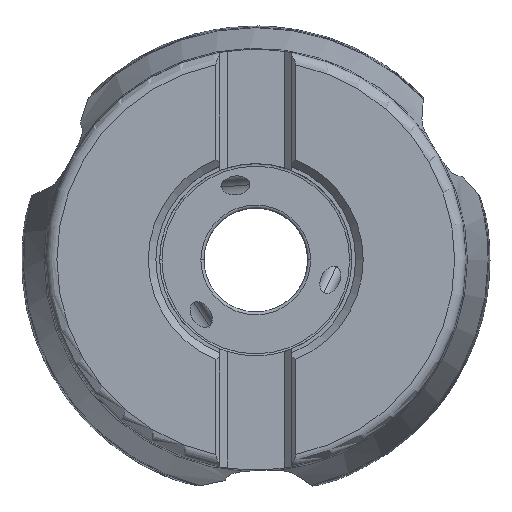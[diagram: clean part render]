
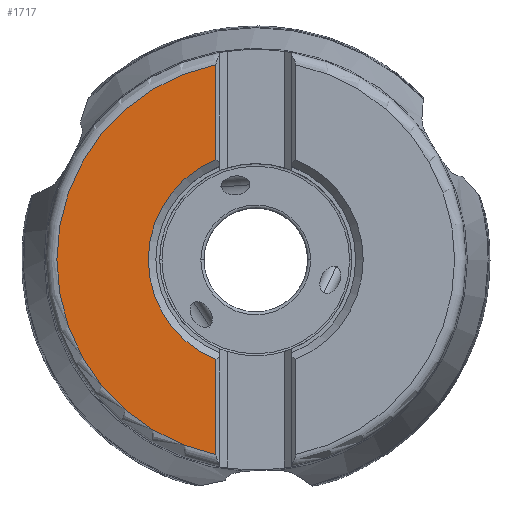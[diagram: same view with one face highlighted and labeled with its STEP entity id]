
A CAD part, top view. The second image highlights one B-rep face of the part: STEP entity #1717.
In plain terms, the highlighted planar face has unit normal (0, 0, 1).
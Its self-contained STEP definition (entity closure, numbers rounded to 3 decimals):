
#297=LINE('',#26700,#579);
#314=LINE('',#26856,#596);
#579=VECTOR('',#10008,1.);
#596=VECTOR('',#10093,1.);
#1290=FACE_OUTER_BOUND('',#2309,.T.);
#1717=ADVANCED_FACE('',(#1290),#1936,.T.);
#1936=PLANE('',#8518);
#2309=EDGE_LOOP('',(#4777,#4778,#4779,#4780));
#4777=ORIENTED_EDGE('',*,*,#7134,.F.);
#4778=ORIENTED_EDGE('',*,*,#7182,.T.);
#4779=ORIENTED_EDGE('',*,*,#7180,.F.);
#4780=ORIENTED_EDGE('',*,*,#7136,.F.);
#6038=VERTEX_POINT('',#26686);
#6039=VERTEX_POINT('',#26688);
#6040=VERTEX_POINT('',#26701);
#6066=VERTEX_POINT('',#26848);
#7134=EDGE_CURVE('',#6038,#6039,#7660,.T.);
#7136=EDGE_CURVE('',#6039,#6040,#297,.T.);
#7180=EDGE_CURVE('',#6040,#6066,#7676,.T.);
#7182=EDGE_CURVE('',#6038,#6066,#314,.T.);
#7660=CIRCLE('',#8481,26.282);
#7676=CIRCLE('',#8515,14.2);
#8481=AXIS2_PLACEMENT_3D('',#26687,#10004,#10005);
#8515=AXIS2_PLACEMENT_3D('',#26847,#10089,#10090);
#8518=AXIS2_PLACEMENT_3D('',#26858,#10096,#10097);
#10004=DIRECTION('',(0.,0.,-1.));
#10005=DIRECTION('',(-0.2,-0.98,0.));
#10008=DIRECTION('',(0.,-1.,0.));
#10089=DIRECTION('',(0.,0.,1.));
#10090=DIRECTION('',(-0.371,0.929,0.));
#10093=DIRECTION('',(0.,1.,0.));
#10096=DIRECTION('',(0.,0.,1.));
#10097=DIRECTION('',(-1.,0.,0.));
#26686=CARTESIAN_POINT('',(-5.262,-25.749,0.));
#26687=CARTESIAN_POINT('',(0.,0.,0.));
#26688=CARTESIAN_POINT('',(-5.263,25.749,0.));
#26700=CARTESIAN_POINT('',(-5.263,25.749,0.));
#26701=CARTESIAN_POINT('',(-5.263,13.189,0.));
#26847=CARTESIAN_POINT('',(0.,0.,0.));
#26848=CARTESIAN_POINT('',(-5.263,-13.189,0.));
#26856=CARTESIAN_POINT('',(-5.262,-25.749,0.));
#26858=CARTESIAN_POINT('',(-15.773,0.,0.));
